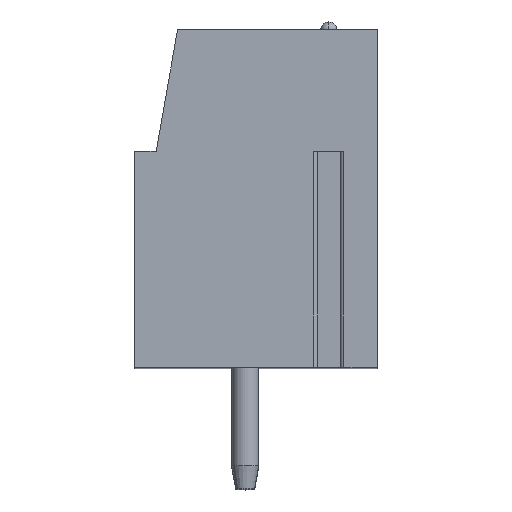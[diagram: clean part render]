
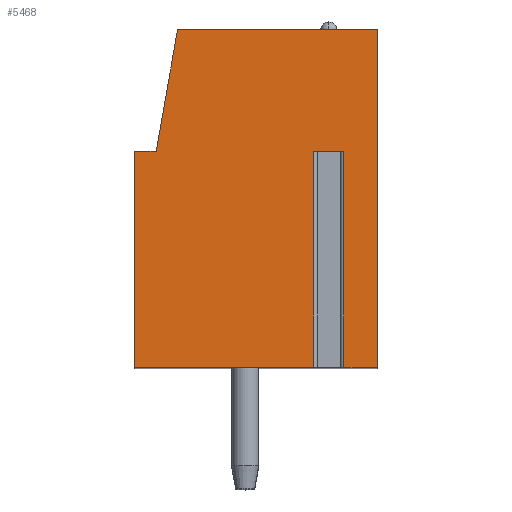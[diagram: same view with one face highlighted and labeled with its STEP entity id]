
A CAD part, top view. The second image highlights one B-rep face of the part: STEP entity #5468.
In plain terms, the highlighted planar face has unit normal (0, 0, 1).
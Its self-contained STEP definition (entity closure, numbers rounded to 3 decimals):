
#13=DIRECTION('',(-1.,0.,0.));
#14=VECTOR('',#13,1.112);
#15=CARTESIAN_POINT('',(3.256,1.75,27.94));
#16=LINE('',#15,#14);
#17=DIRECTION('',(0.,-1.,0.));
#18=VECTOR('',#17,8.);
#19=CARTESIAN_POINT('',(2.144,1.75,27.94));
#20=LINE('',#19,#18);
#21=DIRECTION('',(1.,0.,0.));
#22=VECTOR('',#21,6.644);
#23=CARTESIAN_POINT('',(-4.5,-6.25,27.94));
#24=LINE('',#23,#22);
#25=DIRECTION('',(0.,-1.,0.));
#26=VECTOR('',#25,8.);
#27=CARTESIAN_POINT('',(-4.5,1.75,27.94));
#28=LINE('',#27,#26);
#29=DIRECTION('',(-1.,0.,0.));
#30=VECTOR('',#29,0.8);
#31=CARTESIAN_POINT('',(-3.7,1.75,27.94));
#32=LINE('',#31,#30);
#33=DIRECTION('',(-0.174,-0.985,0.));
#34=VECTOR('',#33,4.569);
#35=CARTESIAN_POINT('',(-2.907,6.25,27.94));
#36=LINE('',#35,#34);
#37=DIRECTION('',(-1.,0.,0.));
#38=VECTOR('',#37,7.407);
#39=CARTESIAN_POINT('',(4.5,6.25,27.94));
#40=LINE('',#39,#38);
#41=DIRECTION('',(0.,1.,0.));
#42=VECTOR('',#41,12.5);
#43=CARTESIAN_POINT('',(4.5,-6.25,27.94));
#44=LINE('',#43,#42);
#45=DIRECTION('',(1.,0.,0.));
#46=VECTOR('',#45,1.244);
#47=CARTESIAN_POINT('',(3.256,-6.25,27.94));
#48=LINE('',#47,#46);
#49=DIRECTION('',(0.,-1.,0.));
#50=VECTOR('',#49,8.);
#51=CARTESIAN_POINT('',(3.256,1.75,27.94));
#52=LINE('',#51,#50);
#4293=CARTESIAN_POINT('',(-3.7,1.75,27.94));
#4294=CARTESIAN_POINT('',(-4.5,1.75,27.94));
#4295=VERTEX_POINT('',#4293);
#4296=VERTEX_POINT('',#4294);
#4297=CARTESIAN_POINT('',(-4.5,-6.25,27.94));
#4298=VERTEX_POINT('',#4297);
#4299=CARTESIAN_POINT('',(4.5,-6.25,27.94));
#4300=CARTESIAN_POINT('',(4.5,6.25,27.94));
#4301=VERTEX_POINT('',#4299);
#4302=VERTEX_POINT('',#4300);
#4303=CARTESIAN_POINT('',(-2.907,6.25,27.94));
#4304=VERTEX_POINT('',#4303);
#4353=CARTESIAN_POINT('',(3.256,1.75,27.94));
#4354=CARTESIAN_POINT('',(2.144,1.75,27.94));
#4355=VERTEX_POINT('',#4353);
#4356=VERTEX_POINT('',#4354);
#4357=CARTESIAN_POINT('',(2.144,-6.25,27.94));
#4358=VERTEX_POINT('',#4357);
#4359=CARTESIAN_POINT('',(3.256,-6.25,27.94));
#4360=VERTEX_POINT('',#4359);
#5441=CARTESIAN_POINT('',(0.,0.,27.94));
#5442=DIRECTION('',(0.,0.,1.));
#5443=DIRECTION('',(1.,0.,0.));
#5444=AXIS2_PLACEMENT_3D('',#5441,#5442,#5443);
#5445=PLANE('',#5444);
#5447=ORIENTED_EDGE('',*,*,#5446,.T.);
#5449=ORIENTED_EDGE('',*,*,#5448,.T.);
#5451=ORIENTED_EDGE('',*,*,#5450,.F.);
#5453=ORIENTED_EDGE('',*,*,#5452,.F.);
#5455=ORIENTED_EDGE('',*,*,#5454,.F.);
#5457=ORIENTED_EDGE('',*,*,#5456,.F.);
#5459=ORIENTED_EDGE('',*,*,#5458,.F.);
#5461=ORIENTED_EDGE('',*,*,#5460,.F.);
#5463=ORIENTED_EDGE('',*,*,#5462,.F.);
#5465=ORIENTED_EDGE('',*,*,#5464,.F.);
#5466=EDGE_LOOP('',(#5447,#5449,#5451,#5453,#5455,#5457,#5459,#5461,#5463,
#5465));
#5467=FACE_OUTER_BOUND('',#5466,.F.);
#5446=EDGE_CURVE('',#4355,#4356,#16,.T.);
#5448=EDGE_CURVE('',#4356,#4358,#20,.T.);
#5450=EDGE_CURVE('',#4298,#4358,#24,.T.);
#5452=EDGE_CURVE('',#4296,#4298,#28,.T.);
#5454=EDGE_CURVE('',#4295,#4296,#32,.T.);
#5456=EDGE_CURVE('',#4304,#4295,#36,.T.);
#5458=EDGE_CURVE('',#4302,#4304,#40,.T.);
#5460=EDGE_CURVE('',#4301,#4302,#44,.T.);
#5462=EDGE_CURVE('',#4360,#4301,#48,.T.);
#5464=EDGE_CURVE('',#4355,#4360,#52,.T.);
#5468=ADVANCED_FACE('',(#5467),#5445,.T.);
